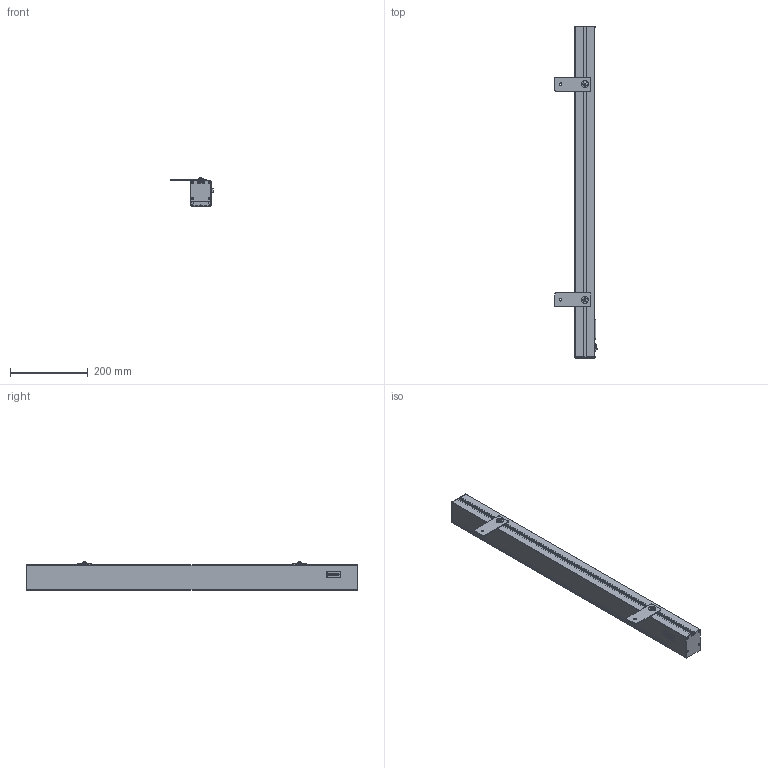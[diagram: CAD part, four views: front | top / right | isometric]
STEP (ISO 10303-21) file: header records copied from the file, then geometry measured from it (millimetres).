
FILE_DESCRIPTION(/* description */ (''),/* implementation_level */ '2;1');
FILE_NAME(/* name */ 'APL Easy 900 eco_Dummy_BG.step',/* time_stamp */ '2023-12-13T15:49:37+01:00',/* author */ (''),/* organization */ (''),/* preprocessor_version */ 'ST-DEVELOPER v20',/* originating_system */ 'Autodesk Translation Framework v12.14.0.127',/* authorisation */ '');
FILE_SCHEMA (('AUTOMOTIVE_DESIGN { 1 0 10303 214 3 1 1 }'));
Products named in the file (21): APL Easy 900 eco; Nutenstein; Logo; Schraube M6x10 (1); Halteblech APL-Universal v1; Schalter; Schraube M6x10; U-Scheibe M6 (1); Nutenstein (1); Kopfstück APL Easy mit Schrauben v1; 40.03655.000; 40.15495.000; Kopfstück APL Easy mit Schrauben v1 (1); 40.03655.000_1; 40.15495.000_1; Profil; Optik 1R W2 60° VS 3ft v1; Optik 1R W2 60° VS 3ft; Snap-In; Halteblech APL-Universal v1 (1); U-Scheibe M6 (1) (1) (1)
Assembly tree (26 placements, depth 3):
  APL Easy 900 eco
    Nutenstein
    Logo
    Schraube M6x10 (1)
    Halteblech APL-Universal v1
    Schalter
    Schraube M6x10
    U-Scheibe M6 (1)
    Nutenstein (1)
    Kopfstück APL Easy mit Schrauben v1
      40.03655.000
      40.15495.000  x4
    Kopfstück APL Easy mit Schrauben v1 (1)
      40.03655.000_1
      40.15495.000_1  x4
    Profil
    Optik 1R W2 60° VS 3ft v1
      Optik 1R W2 60° VS 3ft
    Snap-In
    Halteblech APL-Universal v1 (1)
    U-Scheibe M6 (1) (1) (1)
Bounding box: 108.71 x 856 x 72.8 mm (x, y, z)
Volume: 2662440.3 mm3; surface area: 343997.5 mm2
Topology: 9 solids, 21 shells, 1612 faces, 4102 edges, 2592 vertices
Faces by surface type: plane 1006, cylinder 407, bspline 102, cone 68, sphere 21, torus 8
Full cylindrical faces by diameter (mm): 2 x3, 2.5 x4, 2.9 x8, 3.2 x8, 4.918 x2, 5.5 x8, 6 x2, 6.4 x2, 6.5 x4, 7.6 x3, 10.5 x2, 18 x2
Entity records: 68156 total; most frequent: CARTESIAN_POINT 29018, ORIENTED_EDGE 8146, DIRECTION 7765, EDGE_CURVE 4073, LINE 2723, VECTOR 2723, VERTEX_POINT 2592, AXIS2_PLACEMENT_3D 2521
